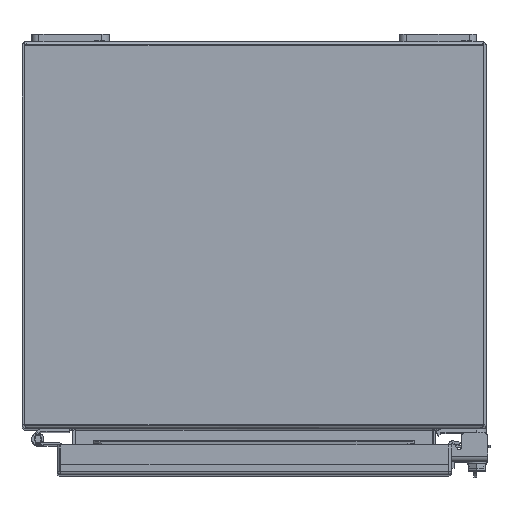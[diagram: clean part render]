
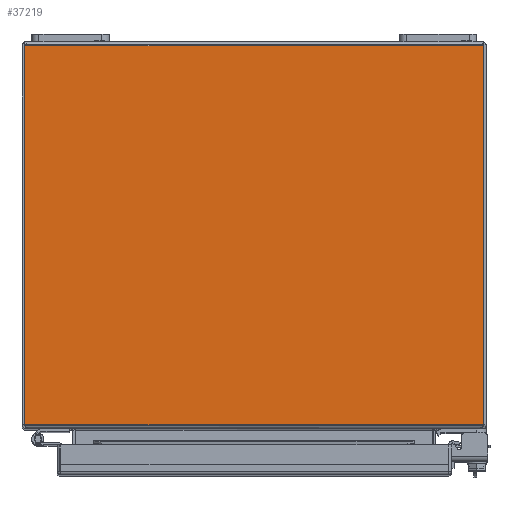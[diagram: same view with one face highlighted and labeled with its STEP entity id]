
A CAD part, top view. The second image highlights one B-rep face of the part: STEP entity #37219.
In plain terms, the highlighted planar face has unit normal (0, 0, 1).
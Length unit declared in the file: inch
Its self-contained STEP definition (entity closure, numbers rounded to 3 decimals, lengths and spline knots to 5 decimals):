
#1012 = VECTOR ( 'NONE', #46363, 39.37008 ) ;
#1109 = ORIENTED_EDGE ( 'NONE', *, *, #47978, .F. ) ;
#1172 = VERTEX_POINT ( 'NONE', #41703 ) ;
#4870 = VECTOR ( 'NONE', #13766, 39.37008 ) ;
#5360 = DIRECTION ( 'NONE',  ( 0., -1., 0. ) ) ;
#6382 = VERTEX_POINT ( 'NONE', #20495 ) ;
#7146 = EDGE_CURVE ( 'NONE', #7432, #1172, #20876, .T. ) ;
#7432 = VERTEX_POINT ( 'NONE', #46318 ) ;
#9635 = ORIENTED_EDGE ( 'NONE', *, *, #7146, .T. ) ;
#11894 = LINE ( 'NONE', #49117, #1012 ) ;
#12480 = VECTOR ( 'NONE', #48111, 39.37008 ) ;
#13197 = DIRECTION ( 'NONE',  ( 0., -1., 0. ) ) ;
#13766 = DIRECTION ( 'NONE',  ( 1., 0., 0. ) ) ;
#14993 = ORIENTED_EDGE ( 'NONE', *, *, #18563, .F. ) ;
#15842 = FACE_OUTER_BOUND ( 'NONE', #18263, .T. ) ;
#17176 = AXIS2_PLACEMENT_3D ( 'NONE', #20844, #40069, #5360 ) ;
#17183 = LINE ( 'NONE', #25148, #29295 ) ;
#17511 = CARTESIAN_POINT ( 'NONE',  ( -5.892, -0.108, 12. ) ) ;
#17513 = ORIENTED_EDGE ( 'NONE', *, *, #34713, .F. ) ;
#18263 = EDGE_LOOP ( 'NONE', ( #17513, #14993, #1109, #9635 ) ) ;
#18563 = EDGE_CURVE ( 'NONE', #33654, #6382, #17183, .T. ) ;
#20495 = CARTESIAN_POINT ( 'NONE',  ( 5.92792, -9.892, 12. ) ) ;
#20844 = CARTESIAN_POINT ( 'NONE',  ( -5.892, -0.06248, 12. ) ) ;
#20876 = LINE ( 'NONE', #36370, #12480 ) ;
#25148 = CARTESIAN_POINT ( 'NONE',  ( 5.92792, 39.37008, 12. ) ) ;
#29295 = VECTOR ( 'NONE', #13197, 39.37008 ) ;
#33654 = VERTEX_POINT ( 'NONE', #42013 ) ;
#34713 = EDGE_CURVE ( 'NONE', #6382, #1172, #11894, .T. ) ;
#36370 = CARTESIAN_POINT ( 'NONE',  ( -5.92792, 39.37008, 12. ) ) ;
#37219 = ADVANCED_FACE ( 'NONE', ( #15842 ), #38583, .F. ) ;
#38583 = PLANE ( 'NONE',  #17176 ) ;
#40069 = DIRECTION ( 'NONE',  ( 0., 0., -1. ) ) ;
#41703 = CARTESIAN_POINT ( 'NONE',  ( -5.92792, -9.892, 12. ) ) ;
#42013 = CARTESIAN_POINT ( 'NONE',  ( 5.92792, -0.108, 12. ) ) ;
#43987 = LINE ( 'NONE', #17511, #4870 ) ;
#46318 = CARTESIAN_POINT ( 'NONE',  ( -5.92792, -0.108, 12. ) ) ;
#46363 = DIRECTION ( 'NONE',  ( -1., 0., 0. ) ) ;
#47978 = EDGE_CURVE ( 'NONE', #7432, #33654, #43987, .T. ) ;
#48111 = DIRECTION ( 'NONE',  ( 0., -1., 0. ) ) ;
#49117 = CARTESIAN_POINT ( 'NONE',  ( -5.892, -9.892, 12. ) ) ;
